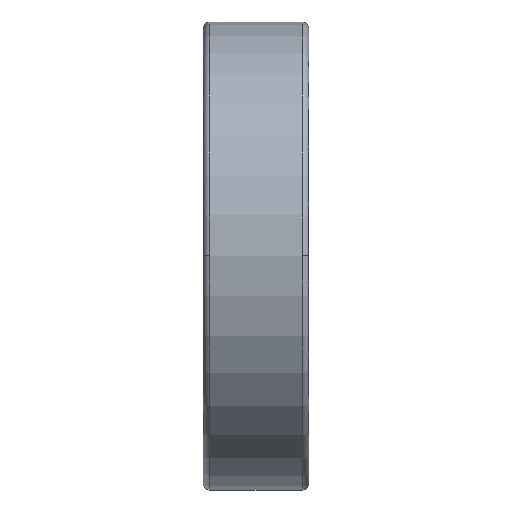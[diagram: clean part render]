
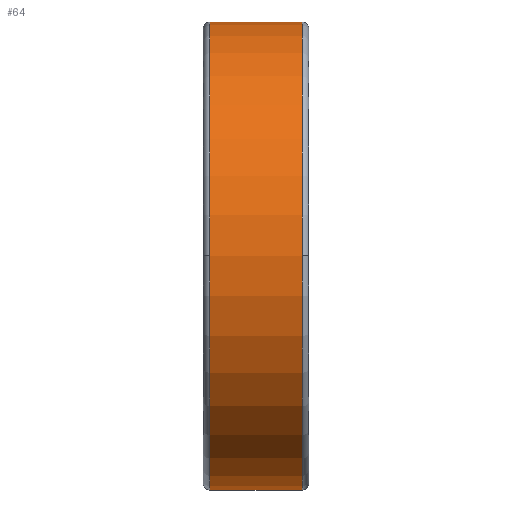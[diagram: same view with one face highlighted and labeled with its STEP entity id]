
A CAD part, top view. The second image highlights one B-rep face of the part: STEP entity #64.
In plain terms, the highlighted cylindrical face has radius 40 mm (diameter 80 mm), a partial arc.
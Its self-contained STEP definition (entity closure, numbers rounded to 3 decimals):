
#64=ADVANCED_FACE('',(#250),#251,.T.);
#250=FACE_OUTER_BOUND('',#651,.T.);
#251=CYLINDRICAL_SURFACE('',#652,40.0);
#651=EDGE_LOOP('',(#1066,#1067,#1068,#1069,#1070,#1071));
#652=AXIS2_PLACEMENT_3D('',#1072,#1073,#1074);
#1066=ORIENTED_EDGE('',*,*,#2613,.F.);
#1067=ORIENTED_EDGE('',*,*,#2614,.T.);
#1068=ORIENTED_EDGE('',*,*,#2615,.T.);
#1069=ORIENTED_EDGE('',*,*,#2616,.F.);
#1070=ORIENTED_EDGE('',*,*,#2617,.F.);
#1071=ORIENTED_EDGE('',*,*,#2609,.F.);
#1072=CARTESIAN_POINT('',(9.0,0.0,0.0));
#1073=DIRECTION('',(1.0,0.0,0.0));
#1074=DIRECTION('',(0.0,1.0,0.0));
#2609=EDGE_CURVE('',#3118,#3120,#3121,.T.);
#2613=EDGE_CURVE('',#3127,#3118,#3128,.T.);
#2614=EDGE_CURVE('',#3127,#3129,#3130,.T.);
#2615=EDGE_CURVE('',#3129,#3131,#3132,.T.);
#2616=EDGE_CURVE('',#3133,#3131,#3134,.T.);
#2617=EDGE_CURVE('',#3120,#3133,#3135,.T.);
#3118=VERTEX_POINT('',#3974);
#3120=VERTEX_POINT('',#3976);
#3121=CIRCLE('',#3977,40.0);
#3127=VERTEX_POINT('',#3983);
#3128=LINE('',#3984,#3985);
#3129=VERTEX_POINT('',#3986);
#3130=CIRCLE('',#3987,40.0);
#3131=VERTEX_POINT('',#3988);
#3132=CIRCLE('',#3989,40.0);
#3133=VERTEX_POINT('',#3990);
#3134=LINE('',#3991,#3992);
#3135=CIRCLE('',#3993,40.0);
#3974=CARTESIAN_POINT('',(16.9,40.0,0.0));
#3976=CARTESIAN_POINT('',(16.9,0.,40.0));
#3977=AXIS2_PLACEMENT_3D('',#6031,#6032,#6033);
#3983=CARTESIAN_POINT('',(1.1,40.0,0.0));
#3984=CARTESIAN_POINT('',(9.0,40.0,0.));
#3985=VECTOR('',#6043,1.0);
#3986=CARTESIAN_POINT('',(1.1,0.,40.0));
#3987=AXIS2_PLACEMENT_3D('',#6044,#6045,#6046);
#3988=CARTESIAN_POINT('',(1.1,-40.0,0.));
#3989=AXIS2_PLACEMENT_3D('',#6047,#6048,#6049);
#3990=CARTESIAN_POINT('',(16.9,-40.0,0.));
#3991=CARTESIAN_POINT('',(9.0,-40.0,0.));
#3992=VECTOR('',#6050,1.0);
#3993=AXIS2_PLACEMENT_3D('',#6051,#6052,#6053);
#6031=CARTESIAN_POINT('',(16.9,0.0,0.0));
#6032=DIRECTION('',(1.0,0.0,0.0));
#6033=DIRECTION('',(0.0,1.0,0.0));
#6043=DIRECTION('',(1.0,0.0,0.0));
#6044=CARTESIAN_POINT('',(1.1,0.0,0.0));
#6045=DIRECTION('',(1.0,0.0,0.0));
#6046=DIRECTION('',(0.0,1.0,0.0));
#6047=CARTESIAN_POINT('',(1.1,0.0,0.0));
#6048=DIRECTION('',(1.0,0.0,0.0));
#6049=DIRECTION('',(0.0,1.0,0.0));
#6050=DIRECTION('',(-1.0,-0.0,-0.0));
#6051=CARTESIAN_POINT('',(16.9,0.0,0.0));
#6052=DIRECTION('',(1.0,0.0,0.0));
#6053=DIRECTION('',(0.0,1.0,0.0));
